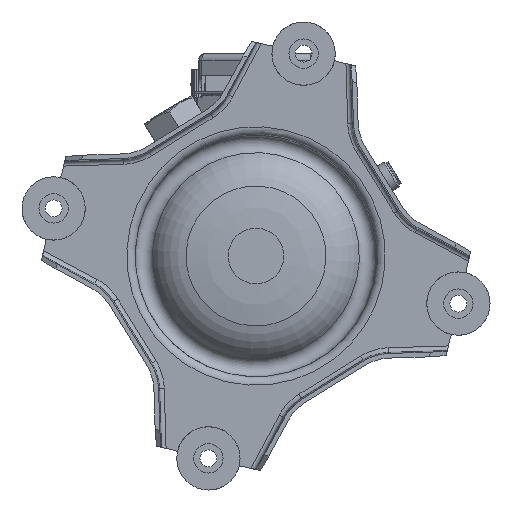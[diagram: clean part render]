
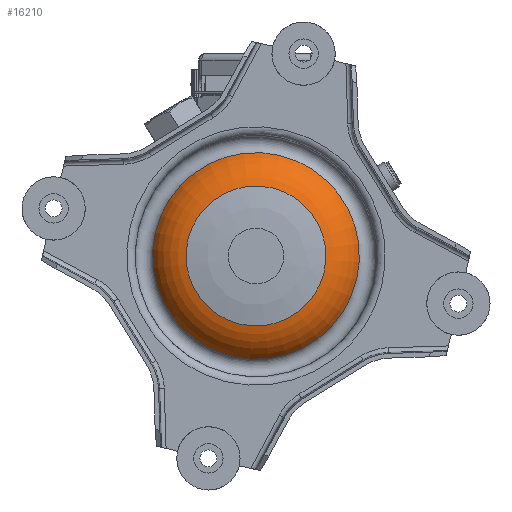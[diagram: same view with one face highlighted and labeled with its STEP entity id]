
A CAD part, front view. The second image highlights one B-rep face of the part: STEP entity #16210.
In plain terms, the highlighted toroidal (fillet/blend) face has major radius 37.998 mm and minor radius 33 mm.
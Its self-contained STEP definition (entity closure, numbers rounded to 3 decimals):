
#653=TOROIDAL_SURFACE('',#17553,37.998,33.);
#3518=FACE_OUTER_BOUND('',#4509,.T.);
#4509=EDGE_LOOP('',(#12137,#12138,#12139,#12140,#12141,#12142,#12143));
#5625=CIRCLE('',#17550,66.981);
#5627=CIRCLE('',#17552,66.981);
#5628=CIRCLE('',#17554,45.331);
#5629=CIRCLE('',#17555,33.);
#5630=CIRCLE('',#17556,45.331);
#5631=CIRCLE('',#17557,45.331);
#6988=VERTEX_POINT('',#28188);
#6989=VERTEX_POINT('',#28189);
#6990=VERTEX_POINT('',#28194);
#6991=VERTEX_POINT('',#28195);
#6992=VERTEX_POINT('',#28198);
#8915=EDGE_CURVE('',#6988,#6989,#5625,.T.);
#8917=EDGE_CURVE('',#6989,#6988,#5627,.T.);
#8918=EDGE_CURVE('',#6990,#6991,#5628,.T.);
#8919=EDGE_CURVE('',#6991,#6989,#5629,.T.);
#8920=EDGE_CURVE('',#6991,#6992,#5630,.T.);
#8921=EDGE_CURVE('',#6992,#6990,#5631,.T.);
#12137=ORIENTED_EDGE('',*,*,#8918,.T.);
#12138=ORIENTED_EDGE('',*,*,#8919,.T.);
#12139=ORIENTED_EDGE('',*,*,#8915,.F.);
#12140=ORIENTED_EDGE('',*,*,#8917,.F.);
#12141=ORIENTED_EDGE('',*,*,#8919,.F.);
#12142=ORIENTED_EDGE('',*,*,#8920,.T.);
#12143=ORIENTED_EDGE('',*,*,#8921,.T.);
#16210=ADVANCED_FACE('',(#3518),#653,.T.);
#17550=AXIS2_PLACEMENT_3D('',#28190,#20510,#20511);
#17552=AXIS2_PLACEMENT_3D('',#28192,#20514,#20515);
#17553=AXIS2_PLACEMENT_3D('',#28193,#20516,#20517);
#17554=AXIS2_PLACEMENT_3D('',#28196,#20518,#20519);
#17555=AXIS2_PLACEMENT_3D('',#28197,#20520,#20521);
#17556=AXIS2_PLACEMENT_3D('',#28199,#20522,#20523);
#17557=AXIS2_PLACEMENT_3D('',#28200,#20524,#20525);
#20510=DIRECTION('center_axis',(0.,1.,0.));
#20511=DIRECTION('ref_axis',(0.229,0.,0.973));
#20514=DIRECTION('center_axis',(0.,1.,0.));
#20515=DIRECTION('ref_axis',(0.229,0.,0.973));
#20516=DIRECTION('center_axis',(0.,-1.,0.));
#20517=DIRECTION('ref_axis',(-0.229,0.,-0.973));
#20518=DIRECTION('center_axis',(0.,1.,0.));
#20519=DIRECTION('ref_axis',(0.229,0.,0.973));
#20520=DIRECTION('center_axis',(-0.973,0.,0.229));
#20521=DIRECTION('ref_axis',(0.229,0.,0.973));
#20522=DIRECTION('center_axis',(0.,1.,0.));
#20523=DIRECTION('ref_axis',(0.229,0.,0.973));
#20524=DIRECTION('center_axis',(0.,1.,0.));
#20525=DIRECTION('ref_axis',(0.229,0.,0.973));
#28188=CARTESIAN_POINT('',(-15.332,5.469,-65.202));
#28189=CARTESIAN_POINT('',(15.332,5.469,65.202));
#28190=CARTESIAN_POINT('Origin',(0.,5.469,0.));
#28192=CARTESIAN_POINT('Origin',(0.,5.469,0.));
#28193=CARTESIAN_POINT('Origin',(0.,21.25,0.));
#28194=CARTESIAN_POINT('',(-10.377,-10.925,-44.127));
#28195=CARTESIAN_POINT('',(10.377,-10.925,44.127));
#28196=CARTESIAN_POINT('Origin',(0.,-10.925,0.));
#28197=CARTESIAN_POINT('Origin',(8.698,21.25,36.989));
#28198=CARTESIAN_POINT('',(44.127,-10.925,-10.377));
#28199=CARTESIAN_POINT('Origin',(0.,-10.925,0.));
#28200=CARTESIAN_POINT('Origin',(0.,-10.925,0.));
